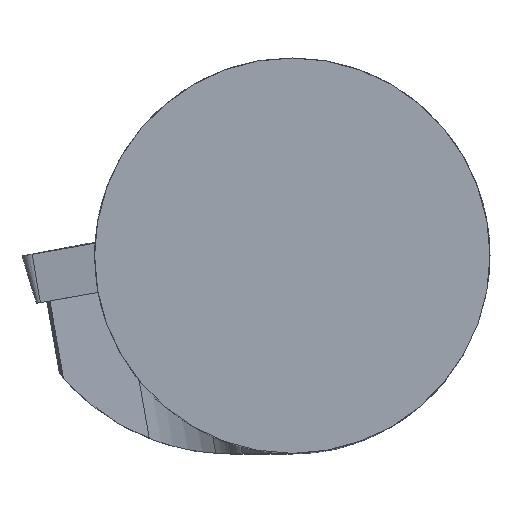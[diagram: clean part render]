
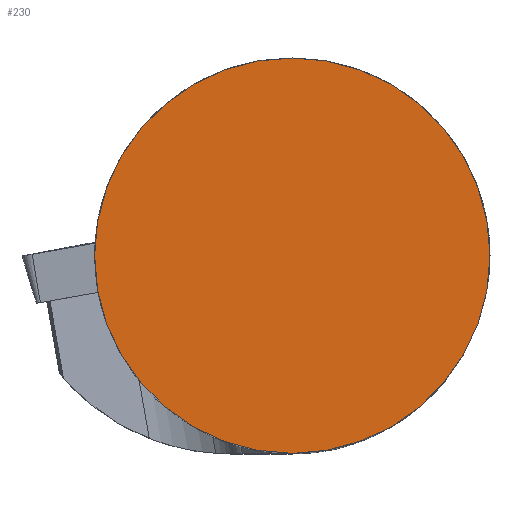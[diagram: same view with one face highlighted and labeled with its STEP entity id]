
A CAD part, top view. The second image highlights one B-rep face of the part: STEP entity #230.
In plain terms, the highlighted planar face has unit normal (0, 0, 1).
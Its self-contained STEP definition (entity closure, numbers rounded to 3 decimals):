
#171=PLANE('',#1546);
#230=ADVANCED_FACE('',(#327),#171,.T.);
#327=FACE_OUTER_BOUND('',#390,.T.);
#390=EDGE_LOOP('',(#892));
#892=ORIENTED_EDGE('',*,*,#1175,.F.);
#1045=VERTEX_POINT('',#2194);
#1175=EDGE_CURVE('',#1045,#1045,#1327,.T.);
#1327=CIRCLE('',#1473,16.);
#1473=AXIS2_PLACEMENT_3D('',#2193,#1674,#1675);
#1546=AXIS2_PLACEMENT_3D('',#2525,#1856,#1857);
#1674=DIRECTION('',(0.,0.,-1.));
#1675=DIRECTION('',(1.,0.,0.));
#1856=DIRECTION('',(0.,0.,1.));
#1857=DIRECTION('',(1.,0.,0.));
#2193=CARTESIAN_POINT('',(0.,0.,0.));
#2194=CARTESIAN_POINT('',(16.,0.,0.));
#2525=CARTESIAN_POINT('',(0.,0.,0.));
